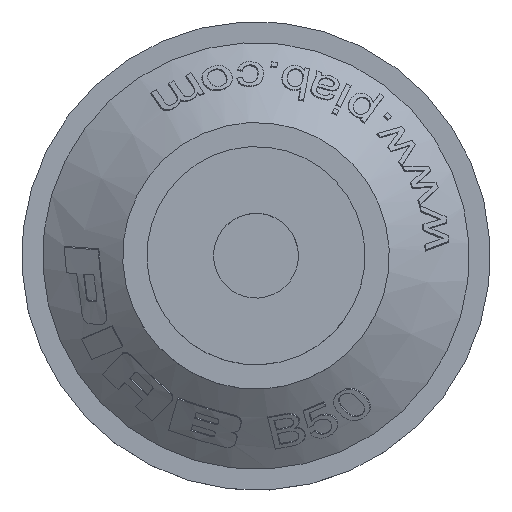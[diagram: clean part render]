
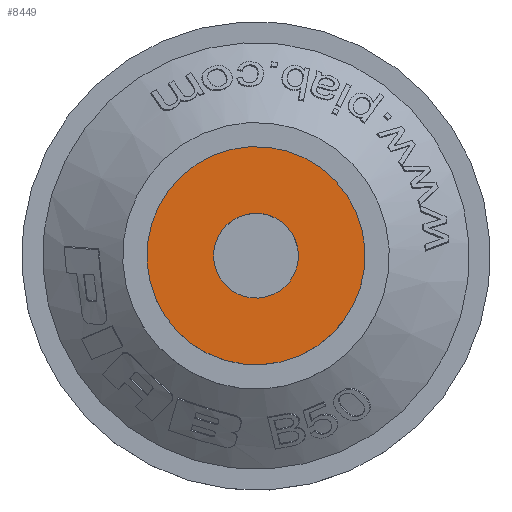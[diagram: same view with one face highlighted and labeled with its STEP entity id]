
A CAD part, top view. The second image highlights one B-rep face of the part: STEP entity #8449.
In plain terms, the highlighted planar face has unit normal (0, 0, 1).
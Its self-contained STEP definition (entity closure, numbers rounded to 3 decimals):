
#881=PLANE('',#8724);
#3168=ORIENTED_EDGE('',*,*,#4126,.T.);
#3169=ORIENTED_EDGE('',*,*,#3285,.F.);
#3285=EDGE_CURVE('',#4184,#4184,#4791,.T.);
#4126=EDGE_CURVE('',#4749,#4749,#4806,.T.);
#4184=VERTEX_POINT('',#9678);
#4749=VERTEX_POINT('',#14217);
#4791=CIRCLE('',#8492,13.5);
#4806=CIRCLE('',#8725,5.25);
#5205=EDGE_LOOP('',(#3168));
#5206=EDGE_LOOP('',(#3169));
#5609=FACE_BOUND('',#5205,.T.);
#5610=FACE_BOUND('',#5206,.T.);
#8449=ADVANCED_FACE('',(#5609,#5610),#881,.F.);
#8492=AXIS2_PLACEMENT_3D('',#9677,#8793,#8794);
#8724=AXIS2_PLACEMENT_3D('',#14215,#9537,#9538);
#8725=AXIS2_PLACEMENT_3D('',#14216,#9539,#9540);
#8793=DIRECTION('',(0.,0.,-1.));
#8794=DIRECTION('',(-1.,0.,0.));
#9537=DIRECTION('',(0.,0.,-1.));
#9538=DIRECTION('',(-1.,0.,0.));
#9539=DIRECTION('',(0.,0.,-1.));
#9540=DIRECTION('',(0.,-1.,0.));
#9677=CARTESIAN_POINT('',(0.,0.,0.));
#9678=CARTESIAN_POINT('',(-13.5,0.,0.));
#14215=CARTESIAN_POINT('',(0.,-6.25,0.));
#14216=CARTESIAN_POINT('',(0.,0.,0.));
#14217=CARTESIAN_POINT('',(0.,-5.25,0.));
